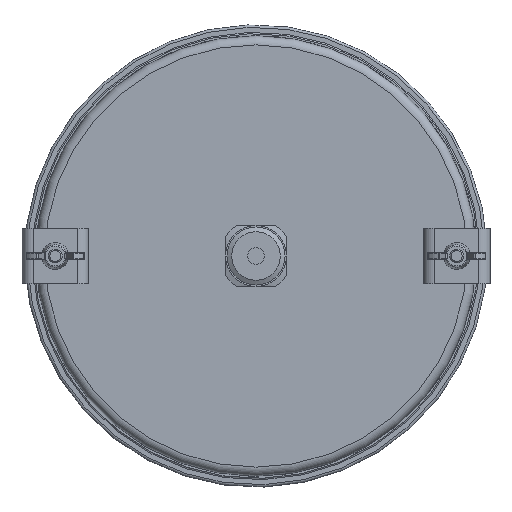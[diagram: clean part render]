
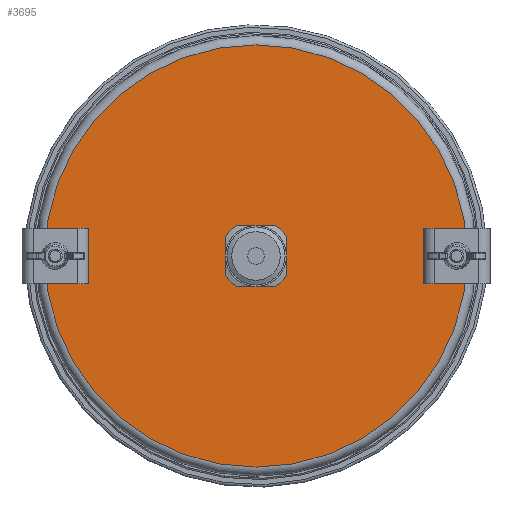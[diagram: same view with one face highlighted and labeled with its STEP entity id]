
A CAD part, front view. The second image highlights one B-rep face of the part: STEP entity #3695.
In plain terms, the highlighted planar face has unit normal (0, -1, 0).
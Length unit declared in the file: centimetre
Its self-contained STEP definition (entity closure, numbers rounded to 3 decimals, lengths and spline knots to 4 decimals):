
#255=FACE_BOUND('',#818,.T.);
#256=FACE_BOUND('',#819,.T.);
#257=FACE_BOUND('',#820,.T.);
#297=CIRCLE('',#3938,7.625);
#298=CIRCLE('',#3939,1.05);
#299=CIRCLE('',#3940,0.325);
#300=CIRCLE('',#3941,0.325);
#578=FACE_OUTER_BOUND('',#817,.T.);
#817=EDGE_LOOP('',(#2338));
#818=EDGE_LOOP('',(#2339));
#819=EDGE_LOOP('',(#2340));
#820=EDGE_LOOP('',(#2341));
#1469=VERTEX_POINT('',#5680);
#1470=VERTEX_POINT('',#5682);
#1471=VERTEX_POINT('',#5684);
#1472=VERTEX_POINT('',#5686);
#1806=EDGE_CURVE('',#1469,#1469,#297,.T.);
#1807=EDGE_CURVE('',#1470,#1470,#298,.T.);
#1808=EDGE_CURVE('',#1471,#1471,#299,.T.);
#1809=EDGE_CURVE('',#1472,#1472,#300,.T.);
#2338=ORIENTED_EDGE('',*,*,#1806,.T.);
#2339=ORIENTED_EDGE('',*,*,#1807,.T.);
#2340=ORIENTED_EDGE('',*,*,#1808,.T.);
#2341=ORIENTED_EDGE('',*,*,#1809,.T.);
#3394=PLANE('',#3937);
#3695=ADVANCED_FACE('',(#578,#255,#256,#257),#3394,.F.);
#3937=AXIS2_PLACEMENT_3D('',#5679,#4463,#4464);
#3938=AXIS2_PLACEMENT_3D('',#5681,#4465,#4466);
#3939=AXIS2_PLACEMENT_3D('',#5683,#4467,#4468);
#3940=AXIS2_PLACEMENT_3D('',#5685,#4469,#4470);
#3941=AXIS2_PLACEMENT_3D('',#5687,#4471,#4472);
#4463=DIRECTION('center_axis',(0.,1.,0.));
#4464=DIRECTION('ref_axis',(0.,0.,1.));
#4465=DIRECTION('center_axis',(0.,-1.,0.));
#4466=DIRECTION('ref_axis',(-1.,0.,0.));
#4467=DIRECTION('center_axis',(0.,1.,0.));
#4468=DIRECTION('ref_axis',(-1.,0.,0.));
#4469=DIRECTION('center_axis',(0.,1.,0.));
#4470=DIRECTION('ref_axis',(1.,0.,0.));
#4471=DIRECTION('center_axis',(0.,1.,0.));
#4472=DIRECTION('ref_axis',(1.,0.,0.));
#5679=CARTESIAN_POINT('Origin',(0.,-0.02,
3.45));
#5680=CARTESIAN_POINT('',(-7.625,-0.02,0.));
#5681=CARTESIAN_POINT('Origin',(0.,-0.02,
0.));
#5682=CARTESIAN_POINT('',(1.05,-0.02,0.));
#5683=CARTESIAN_POINT('Origin',(0.,-0.02,
0.));
#5684=CARTESIAN_POINT('',(7.575,-0.02,0.));
#5685=CARTESIAN_POINT('Origin',(7.25,-0.02,0.));
#5686=CARTESIAN_POINT('',(-6.925,-0.02,0.));
#5687=CARTESIAN_POINT('Origin',(-7.25,-0.02,0.));
